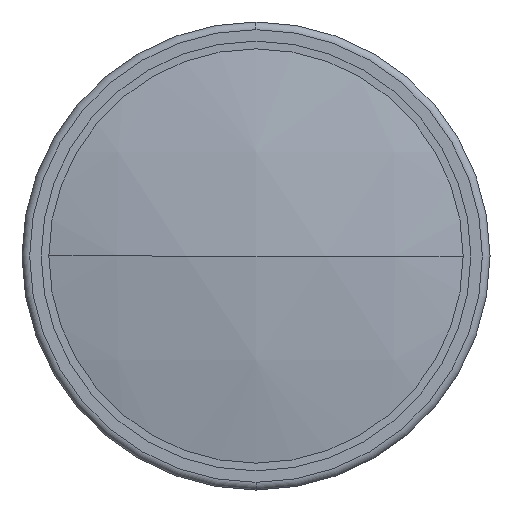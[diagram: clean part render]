
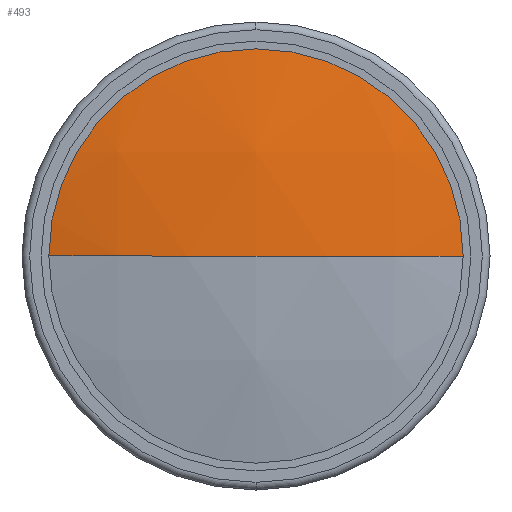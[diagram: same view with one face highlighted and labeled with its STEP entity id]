
A CAD part, left-side view. The second image highlights one B-rep face of the part: STEP entity #493.
In plain terms, the highlighted spherical face has radius 124 mm.
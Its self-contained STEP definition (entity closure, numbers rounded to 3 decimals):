
#180 = CARTESIAN_POINT ( 'NONE',  ( -34.815, 0., 0. ) ) ;
#188 = DIRECTION ( 'NONE',  ( 0., 0., 1. ) ) ;
#189 = DIRECTION ( 'NONE',  ( 0., -1., 0. ) ) ;
#493 = ADVANCED_FACE ( 'NONE', ( #1179 ), #1180, .T. ) ;
#700 = EDGE_CURVE ( 'NONE', #990, #987, #2542, .T. ) ;
#701 = EDGE_CURVE ( 'NONE', #990, #2931, #2549, .T. ) ;
#710 = EDGE_CURVE ( 'NONE', #987, #2931, #2561, .T. ) ;
#766 = AXIS2_PLACEMENT_3D ( 'NONE', #180, #188, #189 ) ;
#987 = VERTEX_POINT ( 'NONE', #2877 ) ;
#990 = VERTEX_POINT ( 'NONE', #2880 ) ;
#991 = ORIENTED_EDGE ( 'NONE', *, *, #710, .T. ) ;
#993 = ORIENTED_EDGE ( 'NONE', *, *, #700, .T. ) ;
#994 = ORIENTED_EDGE ( 'NONE', *, *, #701, .F. ) ;
#1179 = FACE_OUTER_BOUND ( 'NONE', #3006, .T. ) ;
#1180 = SPHERICAL_SURFACE ( 'NONE', #766, 124. ) ;
#2416 = AXIS2_PLACEMENT_3D ( 'NONE', #2776, #2777, #2778 ) ;
#2417 = AXIS2_PLACEMENT_3D ( 'NONE', #2779, #2780, #2781 ) ;
#2426 = AXIS2_PLACEMENT_3D ( 'NONE', #2808, #2809, #2810 ) ;
#2542 = CIRCLE ( 'NONE', #2416, 27. ) ;
#2549 = CIRCLE ( 'NONE', #2417, 124. ) ;
#2561 = CIRCLE ( 'NONE', #2426, 124. ) ;
#2776 = CARTESIAN_POINT ( 'NONE',  ( -155.84, 0., 0. ) ) ;
#2777 = DIRECTION ( 'NONE',  ( -1., 0., 0. ) ) ;
#2778 = DIRECTION ( 'NONE',  ( 0., 0., -1. ) ) ;
#2779 = CARTESIAN_POINT ( 'NONE',  ( -34.815, 0., 0. ) ) ;
#2780 = DIRECTION ( 'NONE',  ( 0., 0., -1. ) ) ;
#2781 = DIRECTION ( 'NONE',  ( -1., 0., 0. ) ) ;
#2808 = CARTESIAN_POINT ( 'NONE',  ( -34.815, 0., 0. ) ) ;
#2809 = DIRECTION ( 'NONE',  ( 0., 0., 1. ) ) ;
#2810 = DIRECTION ( 'NONE',  ( 0., -1., 0. ) ) ;
#2877 = CARTESIAN_POINT ( 'NONE',  ( -155.84, 27., 0. ) ) ;
#2880 = CARTESIAN_POINT ( 'NONE',  ( -155.84, -27., 0. ) ) ;
#2883 = CARTESIAN_POINT ( 'NONE',  ( -158.815, 0., 0. ) ) ;
#2931 = VERTEX_POINT ( 'NONE', #2883 ) ;
#3006 = EDGE_LOOP ( 'NONE', ( #993, #991, #994 ) ) ;
